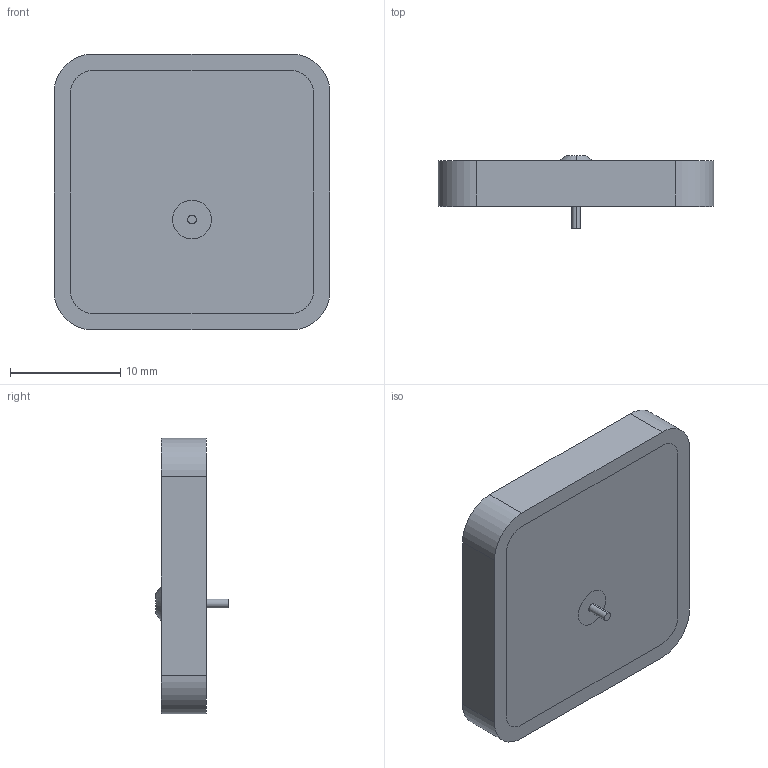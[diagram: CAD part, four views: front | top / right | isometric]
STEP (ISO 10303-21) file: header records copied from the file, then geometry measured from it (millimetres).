
FILE_DESCRIPTION (( 'STEP AP214' ), '1' );
FILE_NAME ('YG0062AA.STEP', '2023-02-13T02:07:29', ( '' ), ( '' ), 'SwSTEP 2.0', 'SolidWorks 2017', '' );
FILE_SCHEMA (( 'AUTOMOTIVE_DESIGN' ));
Length unit declared in the file: millimetre
Products named in the file (1): YG0062AA
Bounding box: 25 x 6.6 x 25 mm (x, y, z)
Volume: 2522.9 mm3; surface area: 3463.8 mm2
Topology: 6 solids, 6 shells, 63 faces, 144 edges, 96 vertices
Faces by surface type: plane 39, cylinder 22, cone 2
Entity records: 1873 total; most frequent: DIRECTION 320, CARTESIAN_POINT 304, ORIENTED_EDGE 288, EDGE_CURVE 144, AXIS2_PLACEMENT_3D 112, LINE 96, VERTEX_POINT 96, VECTOR 96
